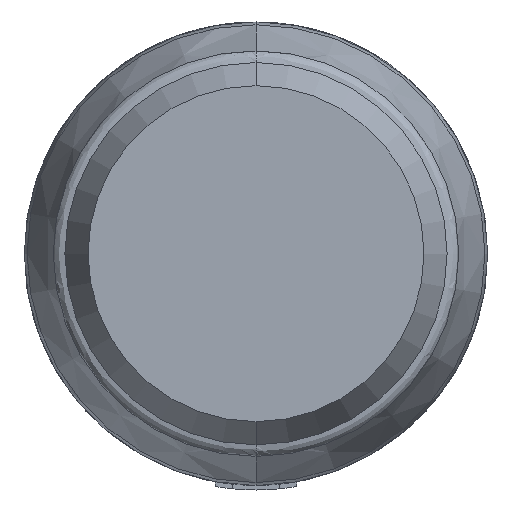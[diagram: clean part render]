
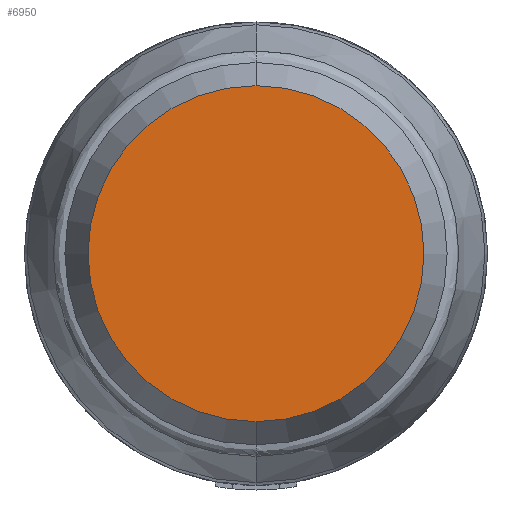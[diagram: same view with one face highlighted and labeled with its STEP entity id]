
A CAD part, front view. The second image highlights one B-rep face of the part: STEP entity #6950.
In plain terms, the highlighted planar face has unit normal (0, -1, 0).
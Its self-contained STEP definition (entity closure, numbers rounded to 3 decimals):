
#2 = CIRCLE ( 'NONE', #1757, 7.25 ) ;
#49 = CARTESIAN_POINT ( 'NONE',  ( 0., 0., 0. ) ) ;
#265 = DIRECTION ( 'NONE',  ( 0., 1., 0. ) ) ;
#896 = DIRECTION ( 'NONE',  ( 0., 1., 0. ) ) ;
#927 = CIRCLE ( 'NONE', #9645, 7.25 ) ;
#1757 = AXIS2_PLACEMENT_3D ( 'NONE', #5843, #265, #6744 ) ;
#3521 = ORIENTED_EDGE ( 'NONE', *, *, #8162, .F. ) ;
#4078 = VERTEX_POINT ( 'NONE', #6649 ) ;
#4415 = ORIENTED_EDGE ( 'NONE', *, *, #9275, .F. ) ;
#4591 = FACE_OUTER_BOUND ( 'NONE', #7122, .T. ) ;
#5306 = DIRECTION ( 'NONE',  ( 0., 0., -1. ) ) ;
#5350 = DIRECTION ( 'NONE',  ( 0., -1., 0. ) ) ;
#5431 = PLANE ( 'NONE',  #7540 ) ;
#5514 = CARTESIAN_POINT ( 'NONE',  ( 0., 0., 7.25 ) ) ;
#5843 = CARTESIAN_POINT ( 'NONE',  ( 0., 0., 0. ) ) ;
#6309 = CARTESIAN_POINT ( 'NONE',  ( 8.25, 0., 0. ) ) ;
#6649 = CARTESIAN_POINT ( 'NONE',  ( 0., 0., -7.25 ) ) ;
#6744 = DIRECTION ( 'NONE',  ( 0., 0., 1. ) ) ;
#6950 = ADVANCED_FACE ( 'NONE', ( #4591 ), #5431, .T. ) ;
#6969 = VERTEX_POINT ( 'NONE', #5514 ) ;
#7122 = EDGE_LOOP ( 'NONE', ( #3521, #4415 ) ) ;
#7540 = AXIS2_PLACEMENT_3D ( 'NONE', #6309, #5350, #5306 ) ;
#8162 = EDGE_CURVE ( 'NONE', #6969, #4078, #927, .T. ) ;
#9239 = DIRECTION ( 'NONE',  ( 0., 0., 1. ) ) ;
#9275 = EDGE_CURVE ( 'NONE', #4078, #6969, #2, .T. ) ;
#9645 = AXIS2_PLACEMENT_3D ( 'NONE', #49, #896, #9239 ) ;
